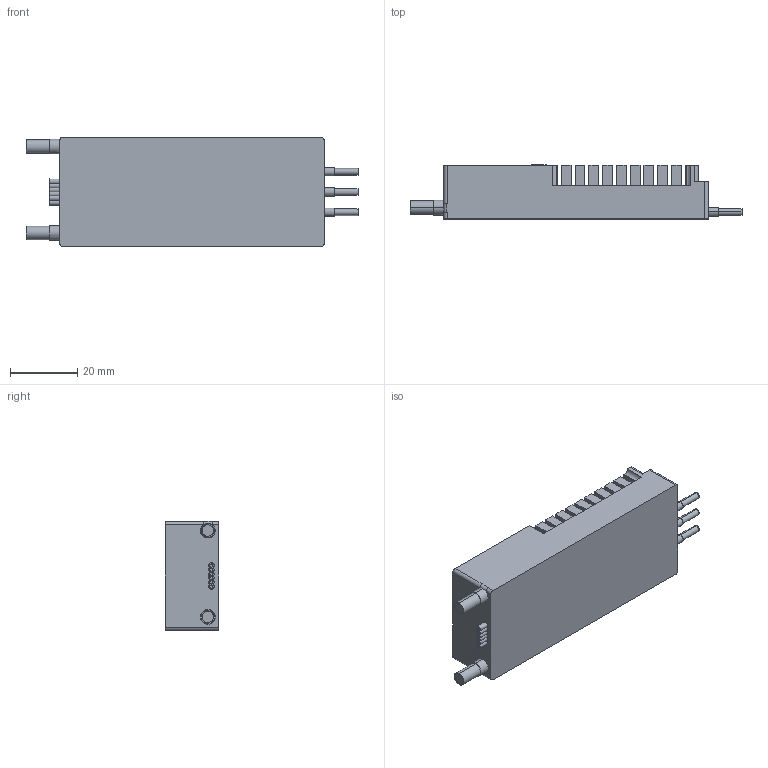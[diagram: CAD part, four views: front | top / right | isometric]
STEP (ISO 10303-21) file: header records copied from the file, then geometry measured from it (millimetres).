
FILE_DESCRIPTION (( 'STEP AP203' ), '1' );
FILE_NAME ('ALPHA 12S ESC_Default_sldprt.STEP', '2022-04-16T10:24:22', ( '' ), ( '' ), 'SwSTEP 2.0', 'SolidWorks 2019', '' );
FILE_SCHEMA (( 'CONFIG_CONTROL_DESIGN' ));
Length unit declared in the file: millimetre
Products named in the file (1): ALPHA 12S ESC_Default_sldprt
Bounding box: 98.7 x 16.01 x 32.5 mm (x, y, z)
Volume: 34943.9 mm3; surface area: 13025 mm2
Topology: 1 solids, 1 shells, 581 faces, 1432 edges, 954 vertices
Faces by surface type: plane 496, cylinder 78, bspline 7
Entity records: 17401 total; most frequent: CARTESIAN_POINT 3392, ORIENTED_EDGE 2864, DIRECTION 2727, EDGE_CURVE 1432, LINE 1261, VECTOR 1261, VERTEX_POINT 954, AXIS2_PLACEMENT_3D 733
